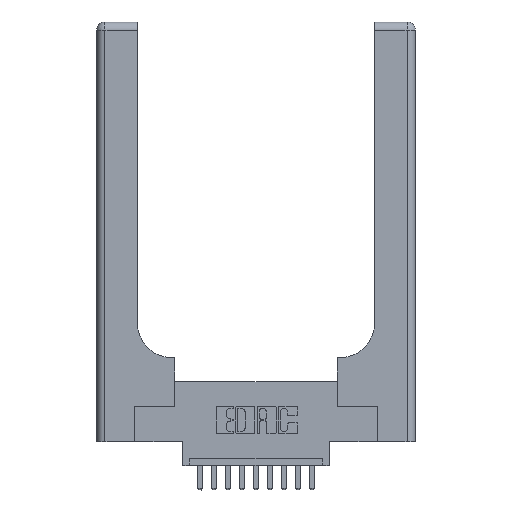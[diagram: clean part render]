
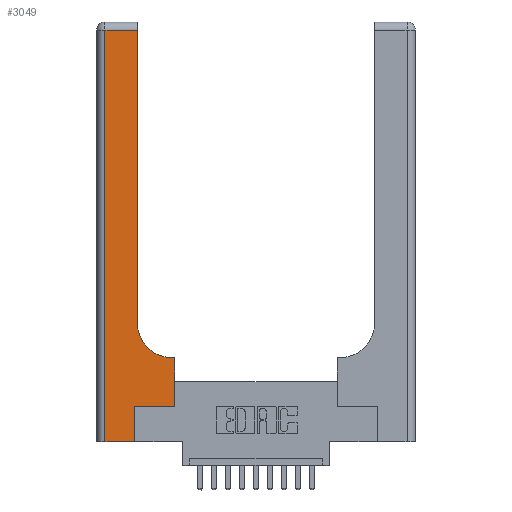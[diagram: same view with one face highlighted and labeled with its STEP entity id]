
A CAD part, top view. The second image highlights one B-rep face of the part: STEP entity #3049.
In plain terms, the highlighted planar face has unit normal (0, 0, 1).
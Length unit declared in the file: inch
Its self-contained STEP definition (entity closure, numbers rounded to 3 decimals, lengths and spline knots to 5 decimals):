
#107 = EDGE_CURVE ( 'NONE', #8318, #15899, #8004, .T. ) ;
#137 = VERTEX_POINT ( 'NONE', #2707 ) ;
#291 = CARTESIAN_POINT ( 'NONE',  ( 0.269, 0., 0.37 ) ) ;
#351 = DIRECTION ( 'NONE',  ( 0., 1., 0. ) ) ;
#514 = CARTESIAN_POINT ( 'NONE',  ( 0.2915, 3., 0.37 ) ) ;
#632 = ORIENTED_EDGE ( 'NONE', *, *, #8022, .T. ) ;
#800 = CARTESIAN_POINT ( 'NONE',  ( 0.5585, 0.25, 0.37 ) ) ;
#1829 = DIRECTION ( 'NONE',  ( 0., 0., -1. ) ) ;
#1836 = DIRECTION ( 'NONE',  ( 0., -1., 0. ) ) ;
#1870 = LINE ( 'NONE', #3393, #11755 ) ;
#2561 = VECTOR ( 'NONE', #7426, 39.37008 ) ;
#2707 = CARTESIAN_POINT ( 'NONE',  ( 0.2915, 0.85, 0.37 ) ) ;
#2925 = EDGE_CURVE ( 'NONE', #14893, #7137, #15614, .T. ) ;
#2939 = VERTEX_POINT ( 'NONE', #9205 ) ;
#3049 = ADVANCED_FACE ( 'NONE', ( #3952 ), #12160, .F. ) ;
#3334 = DIRECTION ( 'NONE',  ( 0., 1., 0. ) ) ;
#3393 = CARTESIAN_POINT ( 'NONE',  ( 0.5585, 0.25, 0.37 ) ) ;
#3536 = CIRCLE ( 'NONE', #12626, 0.25 ) ;
#3952 = FACE_OUTER_BOUND ( 'NONE', #14353, .T. ) ;
#4114 = VERTEX_POINT ( 'NONE', #16042 ) ;
#4473 = EDGE_CURVE ( 'NONE', #2939, #4114, #11176, .T. ) ;
#4811 = CARTESIAN_POINT ( 'NONE',  ( 0.2915, 2.94, 0.37 ) ) ;
#5082 = CARTESIAN_POINT ( 'NONE',  ( 0.269, 0., 0.37 ) ) ;
#5409 = DIRECTION ( 'NONE',  ( 0., 1., 0. ) ) ;
#5474 = ORIENTED_EDGE ( 'NONE', *, *, #12421, .T. ) ;
#5595 = EDGE_CURVE ( 'NONE', #7137, #8318, #1870, .T. ) ;
#6173 = VECTOR ( 'NONE', #351, 39.37008 ) ;
#6508 = ORIENTED_EDGE ( 'NONE', *, *, #4473, .T. ) ;
#6765 = ORIENTED_EDGE ( 'NONE', *, *, #8487, .T. ) ;
#6849 = DIRECTION ( 'NONE',  ( -1., 0., 0. ) ) ;
#7137 = VERTEX_POINT ( 'NONE', #800 ) ;
#7408 = AXIS2_PLACEMENT_3D ( 'NONE', #13657, #16248, #8524 ) ;
#7426 = DIRECTION ( 'NONE',  ( 1., 0., 0. ) ) ;
#7606 = CARTESIAN_POINT ( 'NONE',  ( 0.5585, 0.6, 0.37 ) ) ;
#7763 = DIRECTION ( 'NONE',  ( 1., 0., 0. ) ) ;
#8004 = LINE ( 'NONE', #9508, #9413 ) ;
#8022 = EDGE_CURVE ( 'NONE', #4114, #16226, #10997, .T. ) ;
#8124 = VECTOR ( 'NONE', #1836, 39.37008 ) ;
#8318 = VERTEX_POINT ( 'NONE', #7606 ) ;
#8487 = EDGE_CURVE ( 'NONE', #15899, #137, #3536, .T. ) ;
#8524 = DIRECTION ( 'NONE',  ( -1., 0., 0. ) ) ;
#8766 = LINE ( 'NONE', #291, #6173 ) ;
#8813 = CARTESIAN_POINT ( 'NONE',  ( 0., 0., 0.37 ) ) ;
#9205 = CARTESIAN_POINT ( 'NONE',  ( 0.06, 2.94, 0.37 ) ) ;
#9413 = VECTOR ( 'NONE', #12282, 39.37008 ) ;
#9508 = CARTESIAN_POINT ( 'NONE',  ( 0.2915, 0.6, 0.37 ) ) ;
#9671 = DIRECTION ( 'NONE',  ( 1., 0., 0. ) ) ;
#10157 = VERTEX_POINT ( 'NONE', #4811 ) ;
#10322 = VECTOR ( 'NONE', #6849, 39.37008 ) ;
#10646 = CARTESIAN_POINT ( 'NONE',  ( 0., 2.94, 0.37 ) ) ;
#10714 = CARTESIAN_POINT ( 'NONE',  ( 0.5415, 0.85, 0.37 ) ) ;
#10997 = LINE ( 'NONE', #8813, #2561 ) ;
#11176 = LINE ( 'NONE', #14648, #8124 ) ;
#11717 = CARTESIAN_POINT ( 'NONE',  ( 0.269, 0.25, 0.37 ) ) ;
#11755 = VECTOR ( 'NONE', #3334, 39.37008 ) ;
#12074 = CARTESIAN_POINT ( 'NONE',  ( 0.269, 0.25, 0.37 ) ) ;
#12160 = PLANE ( 'NONE',  #7408 ) ;
#12282 = DIRECTION ( 'NONE',  ( -1., 0., 0. ) ) ;
#12370 = EDGE_CURVE ( 'NONE', #16226, #14893, #8766, .T. ) ;
#12421 = EDGE_CURVE ( 'NONE', #137, #10157, #13602, .T. ) ;
#12612 = VECTOR ( 'NONE', #5409, 39.37008 ) ;
#12626 = AXIS2_PLACEMENT_3D ( 'NONE', #10714, #1829, #9671 ) ;
#12880 = ORIENTED_EDGE ( 'NONE', *, *, #14877, .T. ) ;
#12992 = ORIENTED_EDGE ( 'NONE', *, *, #5595, .T. ) ;
#13094 = ORIENTED_EDGE ( 'NONE', *, *, #2925, .T. ) ;
#13317 = ORIENTED_EDGE ( 'NONE', *, *, #12370, .T. ) ;
#13602 = LINE ( 'NONE', #514, #12612 ) ;
#13657 = CARTESIAN_POINT ( 'NONE',  ( 0., 3., 0.37 ) ) ;
#13756 = LINE ( 'NONE', #10646, #10322 ) ;
#14267 = CARTESIAN_POINT ( 'NONE',  ( 0.5415, 0.6, 0.37 ) ) ;
#14353 = EDGE_LOOP ( 'NONE', ( #5474, #12880, #6508, #632, #13317, #13094, #12992, #14984, #6765 ) ) ;
#14648 = CARTESIAN_POINT ( 'NONE',  ( 0.06, 3., 0.37 ) ) ;
#14800 = VECTOR ( 'NONE', #7763, 39.37008 ) ;
#14877 = EDGE_CURVE ( 'NONE', #10157, #2939, #13756, .T. ) ;
#14893 = VERTEX_POINT ( 'NONE', #12074 ) ;
#14984 = ORIENTED_EDGE ( 'NONE', *, *, #107, .T. ) ;
#15614 = LINE ( 'NONE', #11717, #14800 ) ;
#15899 = VERTEX_POINT ( 'NONE', #14267 ) ;
#16042 = CARTESIAN_POINT ( 'NONE',  ( 0.06, 0., 0.37 ) ) ;
#16226 = VERTEX_POINT ( 'NONE', #5082 ) ;
#16248 = DIRECTION ( 'NONE',  ( 0., 0., -1. ) ) ;
